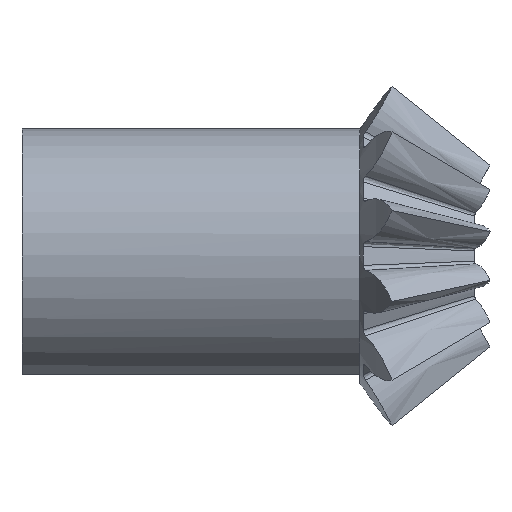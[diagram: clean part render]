
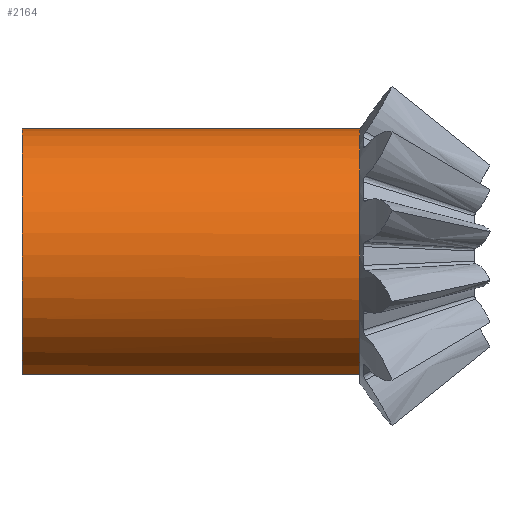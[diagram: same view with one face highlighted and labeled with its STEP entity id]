
A CAD part, front view. The second image highlights one B-rep face of the part: STEP entity #2164.
In plain terms, the highlighted cylindrical face has radius 5.029 mm (diameter 10.058 mm), a partial arc.
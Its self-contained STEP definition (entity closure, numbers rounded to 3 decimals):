
#247 = FACE_OUTER_BOUND ( 'NONE', #4904, .T. ) ;
#319 = VERTEX_POINT ( 'NONE', #4087 ) ;
#324 = EDGE_CURVE ( 'NONE', #3227, #3973, #4120, .T. ) ;
#364 = EDGE_CURVE ( 'NONE', #4847, #667, #2789, .T. ) ;
#396 = ORIENTED_EDGE ( 'NONE', *, *, #545, .F. ) ;
#545 = EDGE_CURVE ( 'NONE', #3227, #4847, #782, .T. ) ;
#546 = CARTESIAN_POINT ( 'NONE',  ( -13.353, 0., 0. ) ) ;
#646 = DIRECTION ( 'NONE',  ( -1., 0., 0. ) ) ;
#667 = VERTEX_POINT ( 'NONE', #3846 ) ;
#706 = CIRCLE ( 'NONE', #1919, 5.029 ) ;
#782 = CIRCLE ( 'NONE', #3682, 5.029 ) ;
#998 = EDGE_CURVE ( 'NONE', #667, #3111, #706, .T. ) ;
#1032 = CARTESIAN_POINT ( 'NONE',  ( -0.003, -1.79, -4.7 ) ) ;
#1040 = DIRECTION ( 'NONE',  ( 1., 0., 0. ) ) ;
#1486 = CARTESIAN_POINT ( 'NONE',  ( -4.353, 0., -5.029 ) ) ;
#1509 = CARTESIAN_POINT ( 'NONE',  ( -13.353, 0., 5.029 ) ) ;
#1919 = AXIS2_PLACEMENT_3D ( 'NONE', #546, #3200, #3612 ) ;
#2036 = VECTOR ( 'NONE', #3687, 1000. ) ;
#2164 = ADVANCED_FACE ( 'NONE', ( #247 ), #3955, .T. ) ;
#2227 = DIRECTION ( 'NONE',  ( 1., 0., 0. ) ) ;
#2248 = ORIENTED_EDGE ( 'NONE', *, *, #4410, .F. ) ;
#2461 = AXIS2_PLACEMENT_3D ( 'NONE', #2903, #646, #2920 ) ;
#2671 = DIRECTION ( 'NONE',  ( 0., 0., -1. ) ) ;
#2758 = AXIS2_PLACEMENT_3D ( 'NONE', #4219, #4670, #2671 ) ;
#2789 = LINE ( 'NONE', #2933, #2036 ) ;
#2903 = CARTESIAN_POINT ( 'NONE',  ( 0., 0., 0. ) ) ;
#2920 = DIRECTION ( 'NONE',  ( 0., 0., 1. ) ) ;
#2933 = CARTESIAN_POINT ( 'NONE',  ( -0.003, -1.79, -4.7 ) ) ;
#3001 = CARTESIAN_POINT ( 'NONE',  ( 0., 0., -5.029 ) ) ;
#3030 = CARTESIAN_POINT ( 'NONE',  ( -0.003, 0., -5.029 ) ) ;
#3052 = ORIENTED_EDGE ( 'NONE', *, *, #364, .F. ) ;
#3111 = VERTEX_POINT ( 'NONE', #1509 ) ;
#3200 = DIRECTION ( 'NONE',  ( -1., 0., 0. ) ) ;
#3227 = VERTEX_POINT ( 'NONE', #3030 ) ;
#3336 = ORIENTED_EDGE ( 'NONE', *, *, #4383, .T. ) ;
#3397 = CARTESIAN_POINT ( 'NONE',  ( -0.003, 0., 0. ) ) ;
#3612 = DIRECTION ( 'NONE',  ( 0., 0., 1. ) ) ;
#3656 = VECTOR ( 'NONE', #1040, 1000. ) ;
#3682 = AXIS2_PLACEMENT_3D ( 'NONE', #3397, #3790, #4169 ) ;
#3687 = DIRECTION ( 'NONE',  ( -1., 0., 0. ) ) ;
#3694 = VECTOR ( 'NONE', #2227, 1000. ) ;
#3790 = DIRECTION ( 'NONE',  ( -1., 0., 0. ) ) ;
#3846 = CARTESIAN_POINT ( 'NONE',  ( -13.353, -1.79, -4.7 ) ) ;
#3955 = CYLINDRICAL_SURFACE ( 'NONE', #2758, 5.029 ) ;
#3973 = VERTEX_POINT ( 'NONE', #3001 ) ;
#4026 = ORIENTED_EDGE ( 'NONE', *, *, #998, .F. ) ;
#4087 = CARTESIAN_POINT ( 'NONE',  ( 0., 0., 5.029 ) ) ;
#4120 = LINE ( 'NONE', #1486, #3694 ) ;
#4169 = DIRECTION ( 'NONE',  ( 0., 0., 1. ) ) ;
#4219 = CARTESIAN_POINT ( 'NONE',  ( -4.353, 0., 0. ) ) ;
#4324 = ORIENTED_EDGE ( 'NONE', *, *, #324, .T. ) ;
#4383 = EDGE_CURVE ( 'NONE', #3973, #319, #4559, .T. ) ;
#4410 = EDGE_CURVE ( 'NONE', #3111, #319, #4673, .T. ) ;
#4559 = CIRCLE ( 'NONE', #2461, 5.029 ) ;
#4670 = DIRECTION ( 'NONE',  ( 1., 0., 0. ) ) ;
#4673 = LINE ( 'NONE', #4826, #3656 ) ;
#4826 = CARTESIAN_POINT ( 'NONE',  ( -4.353, 0., 5.029 ) ) ;
#4847 = VERTEX_POINT ( 'NONE', #1032 ) ;
#4904 = EDGE_LOOP ( 'NONE', ( #2248, #4026, #3052, #396, #4324, #3336 ) ) ;
